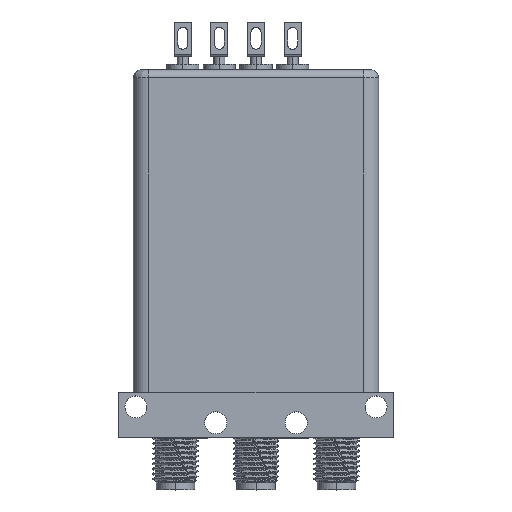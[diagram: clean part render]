
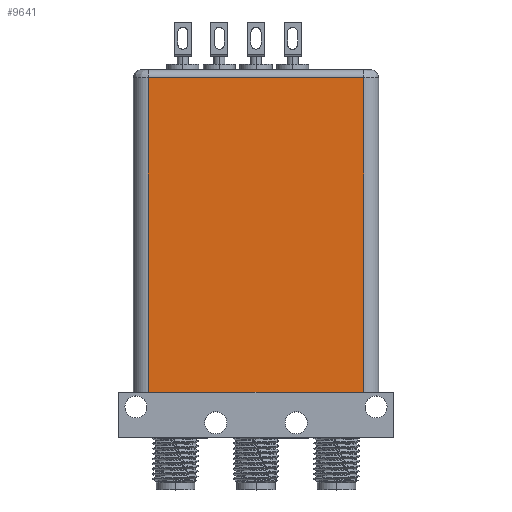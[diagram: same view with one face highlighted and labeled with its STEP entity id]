
A CAD part, top view. The second image highlights one B-rep face of the part: STEP entity #9641.
In plain terms, the highlighted planar face has unit normal (0, 0, 1).
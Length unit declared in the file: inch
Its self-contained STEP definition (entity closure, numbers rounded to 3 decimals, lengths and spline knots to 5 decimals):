
#172 = CARTESIAN_POINT ( 'NONE',  ( 0.588, 1.718, 0.25 ) ) ;
#359 = DIRECTION ( 'NONE',  ( 0., -1., 0. ) ) ;
#911 = DIRECTION ( 'NONE',  ( 1., 0., 0. ) ) ;
#1470 = VECTOR ( 'NONE', #10369, 39.37008 ) ;
#1945 = DIRECTION ( 'NONE',  ( -1., 0., 0. ) ) ;
#2972 = EDGE_CURVE ( 'NONE', #10283, #8298, #6811, .T. ) ;
#3430 = ORIENTED_EDGE ( 'NONE', *, *, #10269, .F. ) ;
#4452 = ORIENTED_EDGE ( 'NONE', *, *, #8694, .F. ) ;
#4897 = EDGE_LOOP ( 'NONE', ( #3430, #10224, #13735, #4452 ) ) ;
#5070 = PLANE ( 'NONE',  #8352 ) ;
#6109 = LINE ( 'NONE', #8110, #8143 ) ;
#6327 = VECTOR ( 'NONE', #911, 39.37008 ) ;
#6683 = CARTESIAN_POINT ( 'NONE',  ( -0.588, 1.718, 0.25 ) ) ;
#6811 = LINE ( 'NONE', #9178, #6327 ) ;
#6911 = VERTEX_POINT ( 'NONE', #6683 ) ;
#7530 = DIRECTION ( 'NONE',  ( 0., 0., -1. ) ) ;
#7562 = CARTESIAN_POINT ( 'NONE',  ( 0.67, 1.718, 0.25 ) ) ;
#8110 = CARTESIAN_POINT ( 'NONE',  ( 0.588, 1.763, 0.25 ) ) ;
#8143 = VECTOR ( 'NONE', #359, 39.37008 ) ;
#8298 = VERTEX_POINT ( 'NONE', #14248 ) ;
#8352 = AXIS2_PLACEMENT_3D ( 'NONE', #10895, #7530, #1945 ) ;
#8694 = EDGE_CURVE ( 'NONE', #6911, #9007, #14360, .T. ) ;
#9007 = VERTEX_POINT ( 'NONE', #172 ) ;
#9015 = CARTESIAN_POINT ( 'NONE',  ( -0.588, 0., 0.25 ) ) ;
#9178 = CARTESIAN_POINT ( 'NONE',  ( 0., 0., 0.25 ) ) ;
#9641 = ADVANCED_FACE ( 'NONE', ( #10825 ), #5070, .F. ) ;
#9979 = EDGE_CURVE ( 'NONE', #9007, #8298, #6109, .T. ) ;
#10146 = LINE ( 'NONE', #14693, #1470 ) ;
#10224 = ORIENTED_EDGE ( 'NONE', *, *, #2972, .T. ) ;
#10269 = EDGE_CURVE ( 'NONE', #10283, #6911, #10146, .T. ) ;
#10283 = VERTEX_POINT ( 'NONE', #9015 ) ;
#10369 = DIRECTION ( 'NONE',  ( 0., 1., 0. ) ) ;
#10825 = FACE_OUTER_BOUND ( 'NONE', #4897, .T. ) ;
#10895 = CARTESIAN_POINT ( 'NONE',  ( 0.67, 1.763, 0.25 ) ) ;
#10947 = VECTOR ( 'NONE', #13394, 39.37008 ) ;
#13394 = DIRECTION ( 'NONE',  ( 1., 0., 0. ) ) ;
#13735 = ORIENTED_EDGE ( 'NONE', *, *, #9979, .F. ) ;
#14248 = CARTESIAN_POINT ( 'NONE',  ( 0.588, 0., 0.25 ) ) ;
#14360 = LINE ( 'NONE', #7562, #10947 ) ;
#14693 = CARTESIAN_POINT ( 'NONE',  ( -0.588, 1.763, 0.25 ) ) ;
